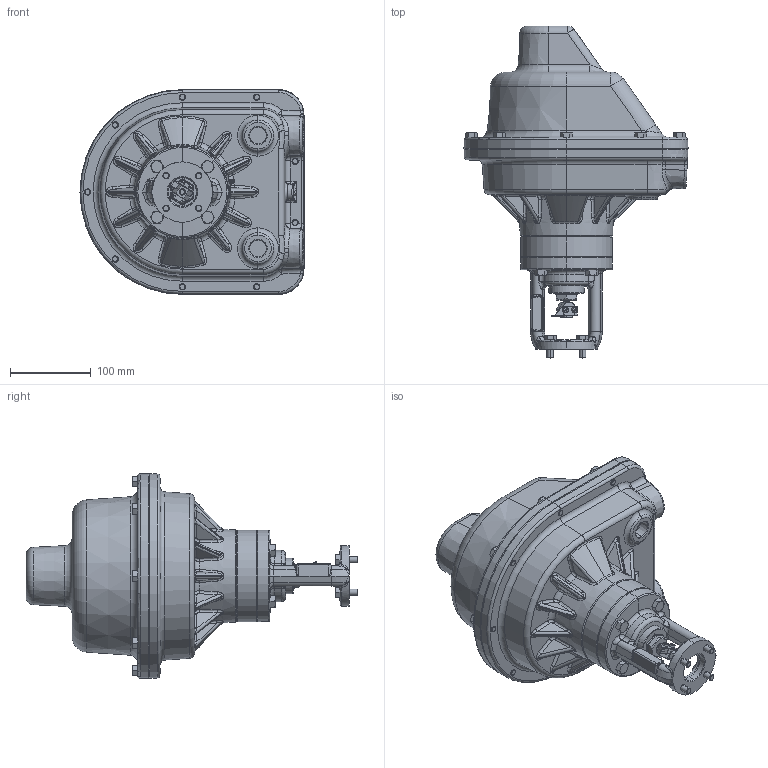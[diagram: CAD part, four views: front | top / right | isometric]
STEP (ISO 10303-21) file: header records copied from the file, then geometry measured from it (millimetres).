
FILE_DESCRIPTION (( 'STEP AP214' ), '1' );
FILE_NAME ('ZAA.STEP', '2024-07-09T19:48:03', ( '' ), ( '' ), 'SwSTEP 2.0', 'SolidWorks 2019', '' );
FILE_SCHEMA (( 'AUTOMOTIVE_DESIGN' ));
Length unit declared in the file: inch
Products named in the file (1): ZAA
Bounding box: 277.61 x 411.23 x 253.79 mm (x, y, z)
Volume: 7817448.4 mm3; surface area: 307175.1 mm2
Topology: 1 solids, 1 shells, 1346 faces, 3134 edges, 1799 vertices
Faces by surface type: plane 362, bspline 299, cylinder 286, cone 248, torus 105, sphere 46
Entity records: 69872 total; most frequent: CARTESIAN_POINT 29645, ORIENTED_EDGE 6190, DIRECTION 5362, EDGE_CURVE 3095, AXIS2_PLACEMENT_3D 2177, VERTEX_POINT 1799, EDGE_LOOP 1398, ADVANCED_FACE 1346
